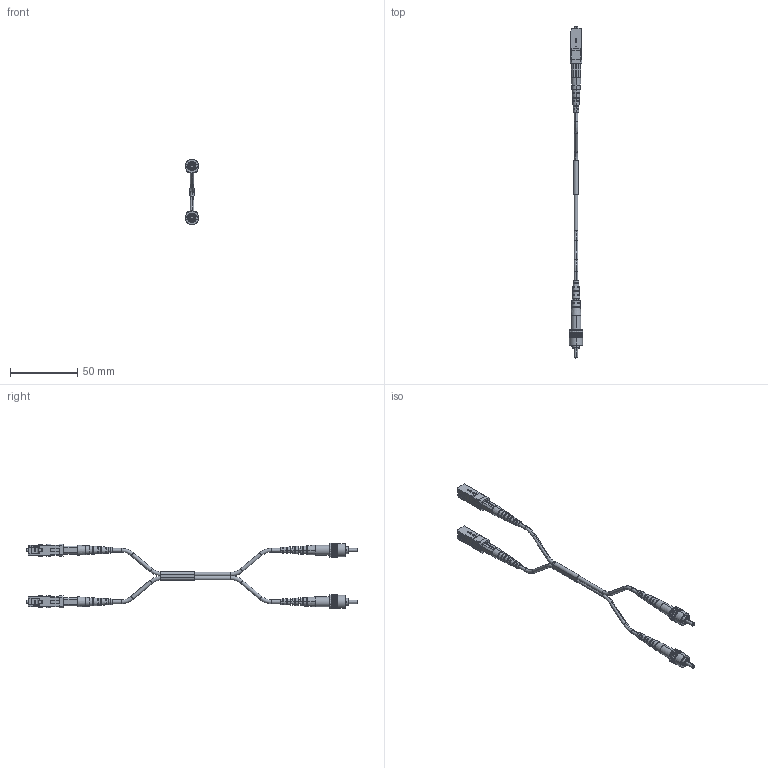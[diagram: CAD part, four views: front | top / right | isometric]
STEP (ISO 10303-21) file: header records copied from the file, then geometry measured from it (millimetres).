
FILE_DESCRIPTION (( 'STEP AP214' ), '1' );
FILE_NAME ('MCST-SC.STEP', '2006-08-30T20:53:15', ( 'X' ), ( 'L-COM' ), 'SwSTEP 2.0', 'SolidWorks 2006052', '' );
FILE_SCHEMA (( 'AUTOMOTIVE_DESIGN' ));
Length unit declared in the file: inch
Products named in the file (12): FOC-001BA; MCST-SC-01; FOC-001BA-PROD-MA3; FOC-001BA-PROD-MA2; FOC-001BA-PROD-MA1; FOC-101BA; FOC-101BA MA1; FOC-101BA MA2; MCST-SC-01-MA2; FOC-101BA MA3; FOC-101BA MA4; MCST-SC
Assembly tree (13 placements, depth 3):
  MCST-SC
    FOC-101BA  x2
      FOC-101BA MA4
      FOC-101BA MA1
      FOC-101BA MA2
      FOC-101BA MA3
    MCST-SC-01
    MCST-SC-01-MA2
    FOC-001BA  x2
      FOC-001BA-PROD-MA3
      FOC-001BA-PROD-MA2
      FOC-001BA-PROD-MA1
Bounding box: 10.3 x 246.21 x 48.6 mm (x, y, z)
Volume: 8630.2 mm3; surface area: 17311.3 mm2
Topology: 16 solids, 16 shells, 953 faces, 2751 edges, 1802 vertices
Faces by surface type: plane 788, cylinder 105, cone 36, torus 24
Entity records: 20312 total; most frequent: CARTESIAN_POINT 3636, ORIENTED_EDGE 2854, DIRECTION 2701, EDGE_CURVE 1427, LINE 947, VECTOR 947, VERTEX_POINT 930, AXIS2_PLACEMENT_3D 877
